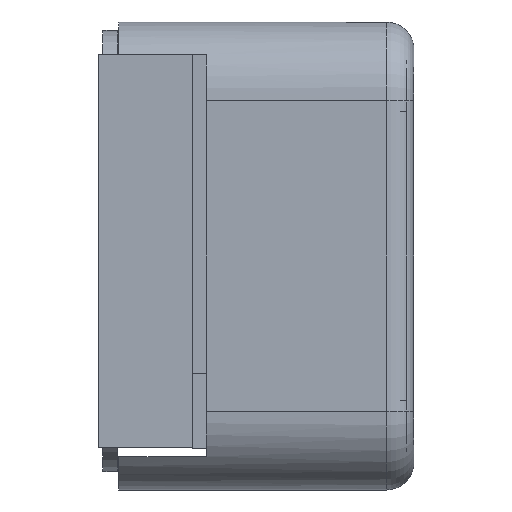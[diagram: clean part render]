
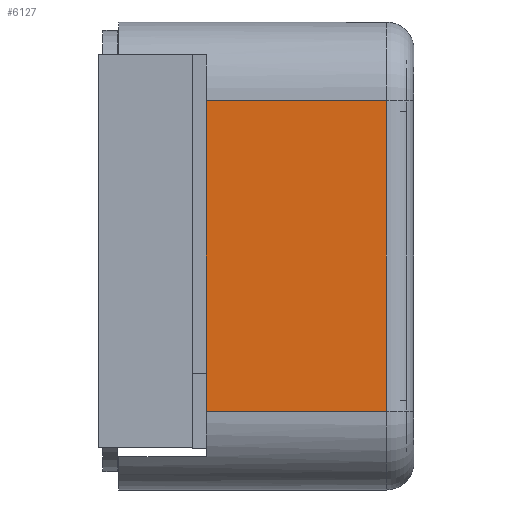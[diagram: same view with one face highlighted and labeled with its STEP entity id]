
A CAD part, left-side view. The second image highlights one B-rep face of the part: STEP entity #6127.
In plain terms, the highlighted planar face has unit normal (-1, 0, 0).
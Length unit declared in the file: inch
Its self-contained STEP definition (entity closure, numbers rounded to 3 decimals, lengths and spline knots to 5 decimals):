
#662 = EDGE_CURVE ( 'NONE', #1538, #1537, #1668, .T. ) ;
#1344 = ORIENTED_EDGE ( 'NONE', *, *, #662, .F. ) ;
#1345 = ORIENTED_EDGE ( 'NONE', *, *, #6144, .T. ) ;
#1346 = ORIENTED_EDGE ( 'NONE', *, *, #6143, .T. ) ;
#1347 = ORIENTED_EDGE ( 'NONE', *, *, #6138, .F. ) ;
#1537 = VERTEX_POINT ( 'NONE', #3820 ) ;
#1538 = VERTEX_POINT ( 'NONE', #3821 ) ;
#1541 = VERTEX_POINT ( 'NONE', #3824 ) ;
#1546 = VERTEX_POINT ( 'NONE', #3829 ) ;
#1662 = CARTESIAN_POINT ( 'NONE',  ( 0., 0.75, -0.2 ) ) ;
#1668 = LINE ( 'NONE', #1662, #5441 ) ;
#1672 = DIRECTION ( 'NONE',  ( 0., -1., 0. ) ) ;
#2281 = EDGE_LOOP ( 'NONE', ( #1344, #1345, #1346, #1347 ) ) ;
#3010 = DIRECTION ( 'NONE',  ( 0., 0., -1. ) ) ;
#3820 = CARTESIAN_POINT ( 'NONE',  ( 0., 0.222, -0.2 ) ) ;
#3821 = CARTESIAN_POINT ( 'NONE',  ( 0., 0.68, -0.2 ) ) ;
#3824 = CARTESIAN_POINT ( 'NONE',  ( 0., 0.68, -0.9895 ) ) ;
#3829 = CARTESIAN_POINT ( 'NONE',  ( 0., 0.222, -0.9895 ) ) ;
#4146 = LINE ( 'NONE', #4147, #6242 ) ;
#4147 = CARTESIAN_POINT ( 'NONE',  ( 0., 0.222, -1.107 ) ) ;
#4148 = DIRECTION ( 'NONE',  ( 0., 0., -1. ) ) ;
#4149 = LINE ( 'NONE', #4150, #6289 ) ;
#4150 = CARTESIAN_POINT ( 'NONE',  ( 0., 0.75, -0.9895 ) ) ;
#4159 = LINE ( 'NONE', #4165, #6291 ) ;
#4164 = DIRECTION ( 'NONE',  ( 0., -1., 0. ) ) ;
#4165 = CARTESIAN_POINT ( 'NONE',  ( 0., 0.68, -0.9895 ) ) ;
#4166 = DIRECTION ( 'NONE',  ( 0., 0., -1. ) ) ;
#5360 = CARTESIAN_POINT ( 'NONE',  ( 0., 0.75, -0.2 ) ) ;
#5367 = FACE_OUTER_BOUND ( 'NONE', #2281, .T. ) ;
#5368 = PLANE ( 'NONE',  #6241 ) ;
#5370 = DIRECTION ( 'NONE',  ( 1., 0., 0. ) ) ;
#5441 = VECTOR ( 'NONE', #1672, 39.37008 ) ;
#6127 = ADVANCED_FACE ( 'NONE', ( #5367 ), #5368, .F. ) ;
#6138 = EDGE_CURVE ( 'NONE', #1537, #1546, #4146, .T. ) ;
#6143 = EDGE_CURVE ( 'NONE', #1541, #1546, #4149, .T. ) ;
#6144 = EDGE_CURVE ( 'NONE', #1538, #1541, #4159, .T. ) ;
#6241 = AXIS2_PLACEMENT_3D ( 'NONE', #5360, #5370, #3010 ) ;
#6242 = VECTOR ( 'NONE', #4148, 39.37008 ) ;
#6289 = VECTOR ( 'NONE', #4164, 39.37008 ) ;
#6291 = VECTOR ( 'NONE', #4166, 39.37008 ) ;
